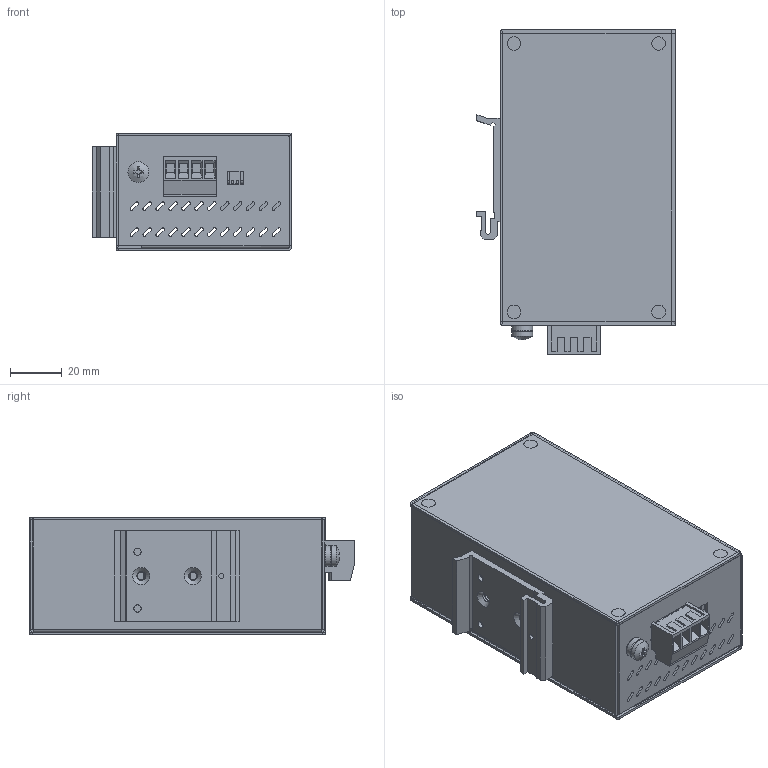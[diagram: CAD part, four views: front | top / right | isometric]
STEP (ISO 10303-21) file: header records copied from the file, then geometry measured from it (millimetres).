
FILE_DESCRIPTION (( 'STEP AP214' ), '1' );
FILE_NAME ('SE2-SW8U-T.STEP', '2018-06-27T15:32:16', ( '' ), ( '' ), 'SwSTEP 2.0', 'SolidWorks 2017', '' );
FILE_SCHEMA (( 'AUTOMOTIVE_DESIGN' ));
Length unit declared in the file: inch
Products named in the file (1): SE2-SW8U-T
Bounding box: 77.4 x 125.75 x 45.6 mm (x, y, z)
Volume: 91045.5 mm3; surface area: 109390.1 mm2
Topology: 14 solids, 14 shells, 1327 faces, 3638 edges, 2407 vertices
Faces by surface type: plane 991, cylinder 291, cone 40, bspline 5
Full cylindrical faces by diameter (mm): 0.6 x4, 1.3 x8, 2 x1, 2.8 x10, 3 x12, 3.1 x4, 3.5 x2, 3.6 x4, 3.8 x4, 4 x16, 4.6 x1, 5 x4, 8 x2
Entity records: 59103 total; most frequent: CARTESIAN_POINT 7779, ORIENTED_EDGE 6960, DIRECTION 6717, EDGE_CURVE 3480, VECTOR 2817, LINE 2817, VERTEX_POINT 2365, AXIS2_PLACEMENT_3D 1950
